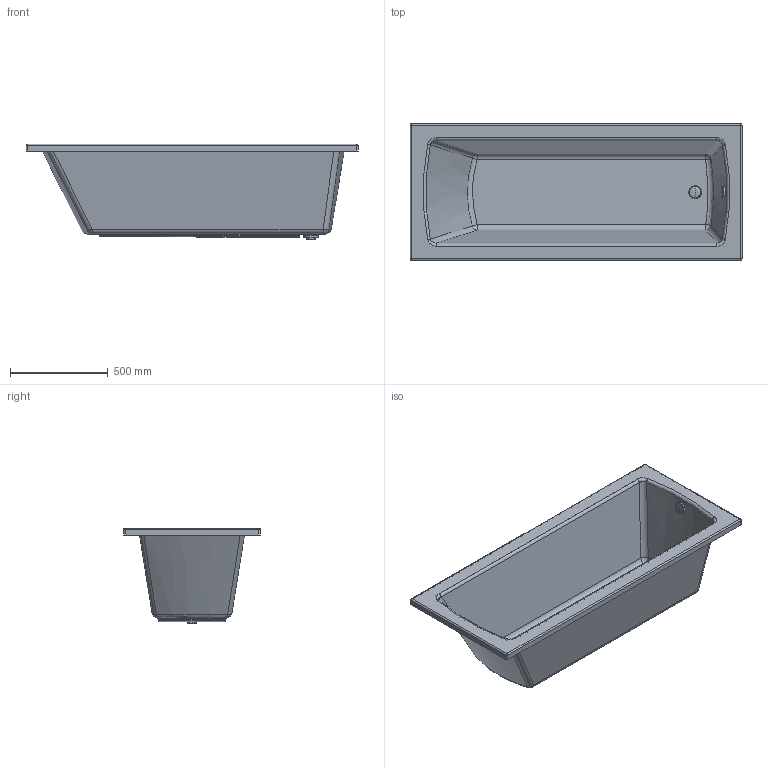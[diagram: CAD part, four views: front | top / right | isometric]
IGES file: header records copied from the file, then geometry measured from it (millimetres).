
Global section: file name: No Iges File Name specified; native system: Autodesk Inventor 2009; preprocessor: AutoDesk Inventor Iges Exporter R2009; author: Andreas; date: 20090622.095220; units: millimetre
Bounding box: 1700 x 700 x 489.11 mm (x, y, z)
Volume: 30234482.3 mm3; surface area: 5341946.4 mm2
Topology: 4 solids, 4 shells, 174 faces, 414 edges, 237 vertices
Faces by surface type: bspline 51, plane 39, cylinder 38, revolution 20, torus 12, sphere 12, cone 2
